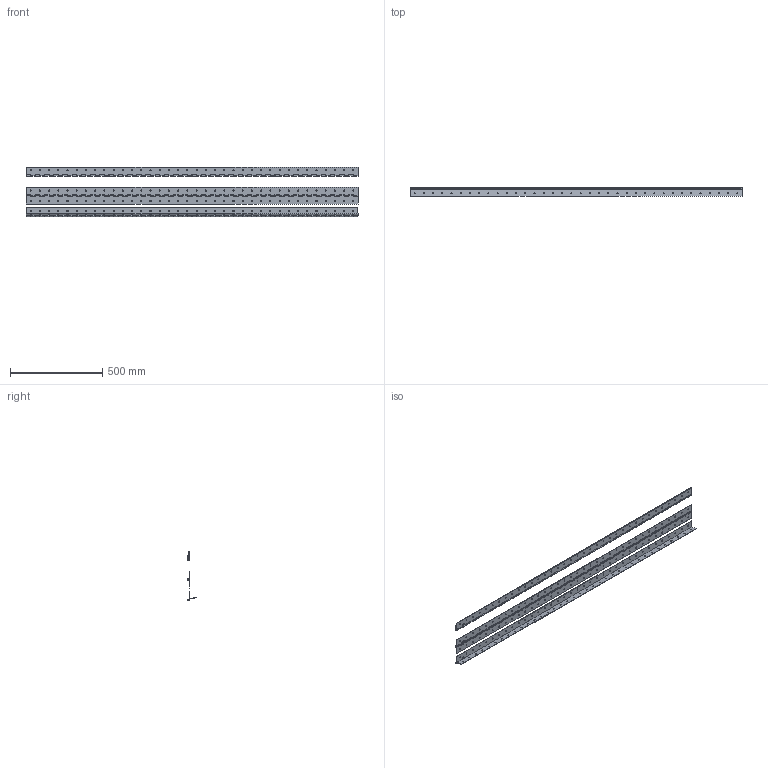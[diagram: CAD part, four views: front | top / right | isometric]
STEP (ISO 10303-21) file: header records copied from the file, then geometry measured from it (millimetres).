
FILE_DESCRIPTION (( 'STEP AP214' ), '1' );
FILE_NAME ('02843-Piano Hinge Stainless Steel 90mm 1.8m.STEP', '2020-02-05T01:37:22', ( '' ), ( '' ), 'SwSTEP 2.0', 'SolidWorks 2018', '' );
FILE_SCHEMA (( 'AUTOMOTIVE_DESIGN' ));
Length unit declared in the file: millimetre
Products named in the file (4): Pin; Bottom; 02843-Piano Hinge Stainless Steel 90mm 1.8m; Top
Assembly tree (9 placements, depth 2):
  02843-Piano Hinge Stainless Steel 90mm 1.8m
    Bottom  x3
    Pin  x3
    Top  x3
Bounding box: 1800 x 48.27 x 270.38 mm (x, y, z)
Volume: 1289636.6 mm3; surface area: 1325960.2 mm2
Topology: 9 solids, 9 shells, 3435 faces, 10008 edges, 6672 vertices
Faces by surface type: cylinder 1734, plane 1362, bspline 339
Entity records: 45158 total; most frequent: CARTESIAN_POINT 13990, ORIENTED_EDGE 6672, DIRECTION 6354, EDGE_CURVE 3336, VERTEX_POINT 2224, AXIS2_PLACEMENT_3D 2200, LINE 1954, VECTOR 1954
